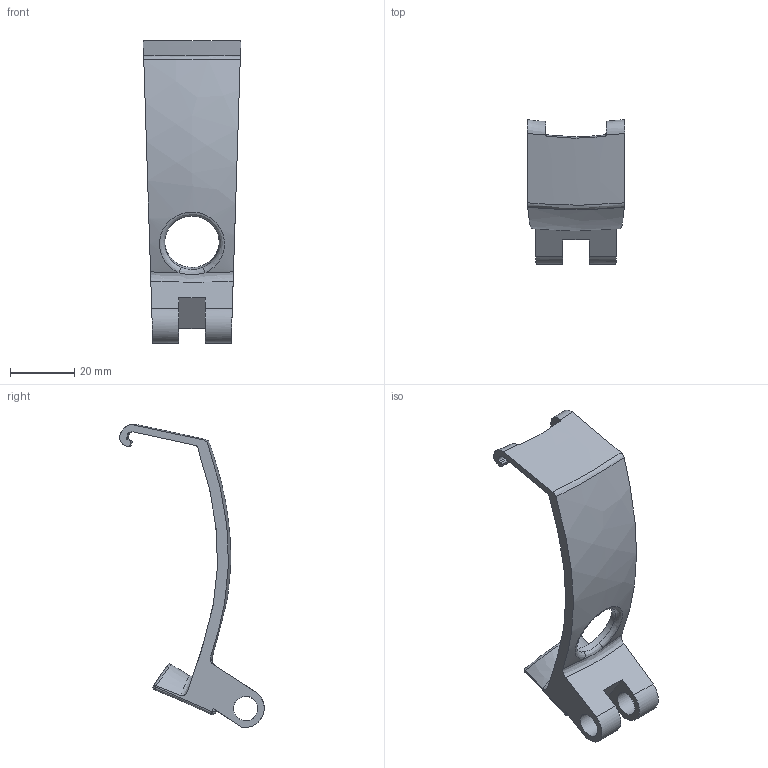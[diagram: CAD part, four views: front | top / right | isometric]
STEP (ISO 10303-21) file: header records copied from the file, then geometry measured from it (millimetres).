
FILE_DESCRIPTION(/* description */ ('','CAx-IF Rec.Pracs.---Representation and Presentation of Product Manufacturing Information (PMI)---4.0---2014-10-13'),/* implementation_level */ '2;1');
FILE_NAME(/* name */ 'Fixed Quest Pro Mount.step',/* time_stamp */ '2024-12-23T13:38:23-05:00',/* author */ (''),/* organization */ (''),/* preprocessor_version */ 'ST-DEVELOPER v20',/* originating_system */ 'Autodesk Translation Framework v13.20.0.188',/* authorisation */ '');
FILE_SCHEMA (('AP242_MANAGED_MODEL_BASED_3D_ENGINEERING_MIM_LF { 1 0 10303 442 1 1 4 }'));
Length unit declared in the file: millimetre
Products named in the file (1): FusionComponent
Bounding box: 30.42 x 45 x 94.31 mm (x, y, z)
Volume: 12882.8 mm3; surface area: 8806.9 mm2
Topology: 1 solids, 1 shells, 61 faces, 177 edges, 115 vertices
Faces by surface type: bspline 41, cylinder 10, plane 10
Full cylindrical faces by diameter (mm): 7.61 x2, 17 x1
Entity records: 5712 total; most frequent: CARTESIAN_POINT 4431, ORIENTED_EDGE 350, EDGE_CURVE 175, B_SPLINE_CURVE_WITH_KNOTS 124, VERTEX_POINT 115, DIRECTION 109, EDGE_LOOP 66, FACE_OUTER_BOUND 61
